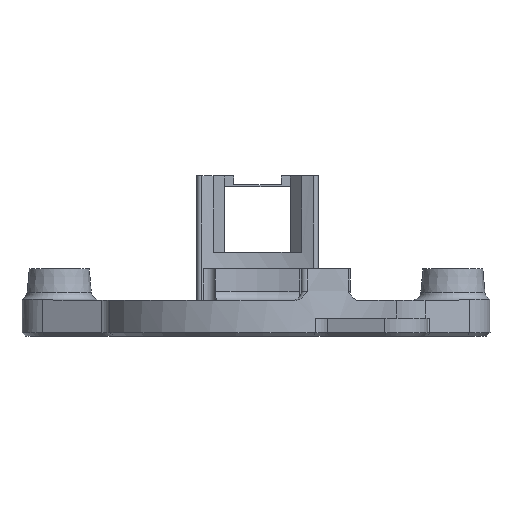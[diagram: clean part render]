
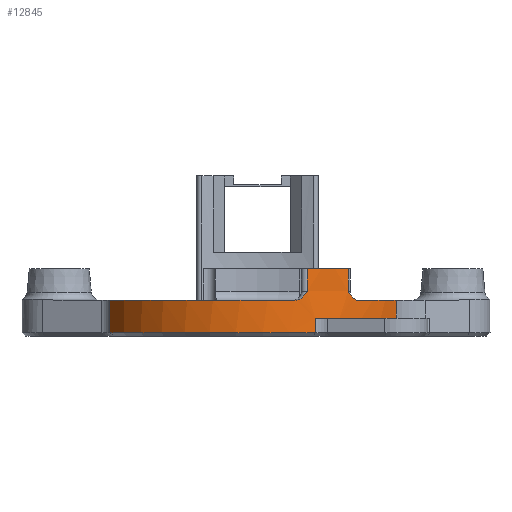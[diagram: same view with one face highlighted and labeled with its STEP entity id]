
A CAD part, front view. The second image highlights one B-rep face of the part: STEP entity #12845.
In plain terms, the highlighted cylindrical face has radius 18.1 mm (diameter 36.2 mm), a partial arc.
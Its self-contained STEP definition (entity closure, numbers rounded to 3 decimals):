
#1489=FACE_OUTER_BOUND('',#2218,.T.);
#2218=EDGE_LOOP('',(#11699,#11700,#11701,#11702,#11703,#11704,#11705,#11706,
#11707,#11708,#11709,#11710));
#2817=CIRCLE('',#13568,18.1);
#2821=CIRCLE('',#13572,18.1);
#2872=CIRCLE('',#13845,18.1);
#2883=CIRCLE('',#13878,18.1);
#2884=CIRCLE('',#13879,18.1);
#3070=B_SPLINE_CURVE_WITH_KNOTS('',3,(#30377,#30378,#30379,#30380,#30381,
#30382,#30383,#30384,#30385,#30386),.UNSPECIFIED.,.F.,.F.,(4,2,2,2,4),(0.,
0.,0.094,0.162,0.24),
 .UNSPECIFIED.);
#3071=B_SPLINE_CURVE_WITH_KNOTS('',3,(#30401,#30402,#30403,#30404,#30405,
#30406,#30407,#30408,#30409,#30410),.UNSPECIFIED.,.F.,.F.,(4,2,2,2,4),(0.82,
0.9,0.97,1.067,1.067),
 .UNSPECIFIED.);
#3939=LINE('',#33561,#4763);
#3940=LINE('',#33564,#4764);
#3941=LINE('',#33567,#4765);
#3942=LINE('',#33569,#4766);
#3943=LINE('',#33572,#4767);
#4763=VECTOR('',#16606,10.);
#4764=VECTOR('',#16609,10.);
#4765=VECTOR('',#16612,10.);
#4766=VECTOR('',#16613,10.);
#4767=VECTOR('',#16616,10.);
#5411=VERTEX_POINT('',#29446);
#5412=VERTEX_POINT('',#29448);
#5417=VERTEX_POINT('',#29458);
#5418=VERTEX_POINT('',#29460);
#5651=VERTEX_POINT('',#30375);
#5655=VERTEX_POINT('',#30400);
#6081=VERTEX_POINT('',#33479);
#6082=VERTEX_POINT('',#33483);
#6099=VERTEX_POINT('',#33563);
#6100=VERTEX_POINT('',#33565);
#6101=VERTEX_POINT('',#33568);
#6102=VERTEX_POINT('',#33570);
#6982=EDGE_CURVE('',#5411,#5412,#2817,.T.);
#6988=EDGE_CURVE('',#5417,#5418,#2821,.T.);
#7229=EDGE_CURVE('',#5651,#5417,#3070,.T.);
#7236=EDGE_CURVE('',#5412,#5655,#3071,.T.);
#7970=EDGE_CURVE('',#6082,#6081,#2872,.T.);
#8009=EDGE_CURVE('',#6081,#5411,#3939,.T.);
#8010=EDGE_CURVE('',#6099,#6082,#3940,.T.);
#8011=EDGE_CURVE('',#6100,#6099,#2883,.T.);
#8012=EDGE_CURVE('',#5418,#6100,#3941,.T.);
#8013=EDGE_CURVE('',#6101,#5651,#3942,.T.);
#8014=EDGE_CURVE('',#6102,#6101,#2884,.T.);
#8015=EDGE_CURVE('',#5655,#6102,#3943,.T.);
#11699=ORIENTED_EDGE('',*,*,#7970,.F.);
#11700=ORIENTED_EDGE('',*,*,#8010,.F.);
#11701=ORIENTED_EDGE('',*,*,#8011,.F.);
#11702=ORIENTED_EDGE('',*,*,#8012,.F.);
#11703=ORIENTED_EDGE('',*,*,#6988,.F.);
#11704=ORIENTED_EDGE('',*,*,#7229,.F.);
#11705=ORIENTED_EDGE('',*,*,#8013,.F.);
#11706=ORIENTED_EDGE('',*,*,#8014,.F.);
#11707=ORIENTED_EDGE('',*,*,#8015,.F.);
#11708=ORIENTED_EDGE('',*,*,#7236,.F.);
#11709=ORIENTED_EDGE('',*,*,#6982,.F.);
#11710=ORIENTED_EDGE('',*,*,#8009,.F.);
#12193=CYLINDRICAL_SURFACE('',#13877,18.1);
#12845=ADVANCED_FACE('',(#1489),#12193,.T.);
#13568=AXIS2_PLACEMENT_3D('',#29449,#15281,#15282);
#13572=AXIS2_PLACEMENT_3D('',#29461,#15291,#15292);
#13845=AXIS2_PLACEMENT_3D('',#33485,#16514,#16515);
#13877=AXIS2_PLACEMENT_3D('',#33562,#16607,#16608);
#13878=AXIS2_PLACEMENT_3D('',#33566,#16610,#16611);
#13879=AXIS2_PLACEMENT_3D('',#33571,#16614,#16615);
#15281=DIRECTION('center_axis',(0.,0.,
1.));
#15282=DIRECTION('ref_axis',(1.,0.,0.));
#15291=DIRECTION('center_axis',(0.,0.,
1.));
#15292=DIRECTION('ref_axis',(1.,0.,0.));
#16514=DIRECTION('center_axis',(0.,0.,
-1.));
#16515=DIRECTION('ref_axis',(-0.931,-0.365,0.));
#16606=DIRECTION('',(0.,0.,1.));
#16607=DIRECTION('center_axis',(0.,0.,1.));
#16608=DIRECTION('ref_axis',(-0.931,-0.365,0.));
#16609=DIRECTION('',(0.,0.,-1.));
#16610=DIRECTION('center_axis',(0.,0.,
-1.));
#16611=DIRECTION('ref_axis',(1.,0.,0.));
#16612=DIRECTION('',(0.,0.,-1.));
#16613=DIRECTION('',(0.,0.,-1.));
#16614=DIRECTION('center_axis',(0.,0.,
1.));
#16615=DIRECTION('ref_axis',(-0.931,-0.365,0.));
#16616=DIRECTION('',(0.,0.,1.));
#29446=CARTESIAN_POINT('',(-16.28,-7.91,4.));
#29448=CARTESIAN_POINT('',(4.316,-17.578,4.));
#29449=CARTESIAN_POINT('Origin',(0.,0.,
4.));
#29458=CARTESIAN_POINT('',(11.407,-14.053,4.));
#29460=CARTESIAN_POINT('',(15.597,-9.184,4.));
#29461=CARTESIAN_POINT('Origin',(0.,0.,
4.));
#30375=CARTESIAN_POINT('',(10.259,-14.912,5.));
#30377=CARTESIAN_POINT('Ctrl Pts',(10.259,-14.912,5.));
#30378=CARTESIAN_POINT('Ctrl Pts',(10.26,-14.911,4.999));
#30379=CARTESIAN_POINT('Ctrl Pts',(10.26,-14.911,4.998));
#30380=CARTESIAN_POINT('Ctrl Pts',(10.412,-14.807,4.741));
#30381=CARTESIAN_POINT('Ctrl Pts',(10.549,-14.71,4.515));
#30382=CARTESIAN_POINT('Ctrl Pts',(10.853,-14.486,4.203));
#30383=CARTESIAN_POINT('Ctrl Pts',(10.968,-14.399,4.128));
#30384=CARTESIAN_POINT('Ctrl Pts',(11.175,-14.239,4.029));
#30385=CARTESIAN_POINT('Ctrl Pts',(11.291,-14.147,4.));
#30386=CARTESIAN_POINT('Ctrl Pts',(11.407,-14.053,4.));
#30400=CARTESIAN_POINT('',(5.694,-17.181,5.));
#30401=CARTESIAN_POINT('Ctrl Pts',(4.316,-17.578,4.));
#30402=CARTESIAN_POINT('Ctrl Pts',(4.461,-17.542,4.));
#30403=CARTESIAN_POINT('Ctrl Pts',(4.604,-17.505,4.029));
#30404=CARTESIAN_POINT('Ctrl Pts',(4.857,-17.437,4.128));
#30405=CARTESIAN_POINT('Ctrl Pts',(4.995,-17.398,4.203));
#30406=CARTESIAN_POINT('Ctrl Pts',(5.358,-17.29,4.515));
#30407=CARTESIAN_POINT('Ctrl Pts',(5.518,-17.24,4.741));
#30408=CARTESIAN_POINT('Ctrl Pts',(5.692,-17.182,4.998));
#30409=CARTESIAN_POINT('Ctrl Pts',(5.693,-17.181,4.999));
#30410=CARTESIAN_POINT('Ctrl Pts',(5.694,-17.181,5.));
#33479=CARTESIAN_POINT('',(-16.28,-7.91,0.4));
#33483=CARTESIAN_POINT('',(6.594,-16.856,0.4));
#33485=CARTESIAN_POINT('Origin',(0.,0.,
0.4));
#33561=CARTESIAN_POINT('',(-16.28,-7.91,0.));
#33562=CARTESIAN_POINT('Origin',(0.,0.,
0.));
#33563=CARTESIAN_POINT('',(6.594,-16.856,2.));
#33564=CARTESIAN_POINT('',(6.594,-16.856,0.));
#33565=CARTESIAN_POINT('',(15.597,-9.184,2.));
#33566=CARTESIAN_POINT('Origin',(0.,0.,
2.));
#33567=CARTESIAN_POINT('',(15.597,-9.184,0.));
#33568=CARTESIAN_POINT('',(10.259,-14.912,7.5));
#33569=CARTESIAN_POINT('',(10.259,-14.912,0.));
#33570=CARTESIAN_POINT('',(5.694,-17.181,7.5));
#33571=CARTESIAN_POINT('Origin',(0.,0.,
7.5));
#33572=CARTESIAN_POINT('',(5.694,-17.181,0.));
